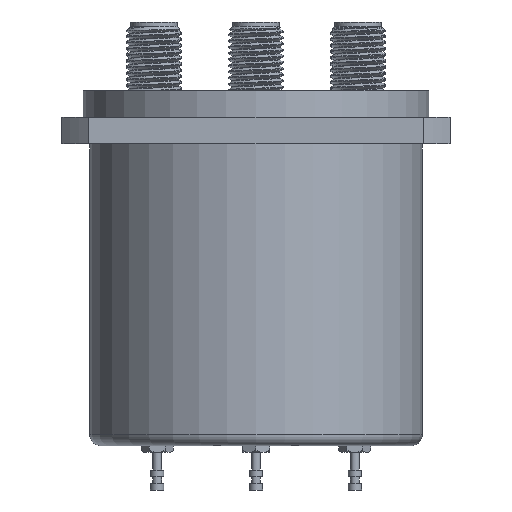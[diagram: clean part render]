
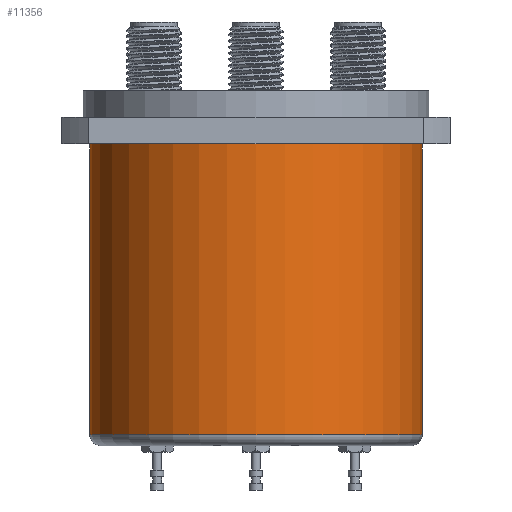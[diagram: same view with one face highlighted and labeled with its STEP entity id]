
A CAD part, front view. The second image highlights one B-rep face of the part: STEP entity #11356.
In plain terms, the highlighted cylindrical face has radius 19.05 mm (diameter 38.1 mm), a full revolution.
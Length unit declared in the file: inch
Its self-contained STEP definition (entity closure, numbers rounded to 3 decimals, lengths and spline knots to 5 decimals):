
#132 = CIRCLE ( 'NONE', #5428, 0.75 ) ;
#751 = CARTESIAN_POINT ( 'NONE',  ( 0., 0., -1.20034 ) ) ;
#763 = FACE_OUTER_BOUND ( 'NONE', #8386, .T. ) ;
#891 = CARTESIAN_POINT ( 'NONE',  ( 0., 0., -0.12 ) ) ;
#1234 = ORIENTED_EDGE ( 'NONE', *, *, #13181, .F. ) ;
#1257 = VERTEX_POINT ( 'NONE', #6221 ) ;
#1483 = EDGE_CURVE ( 'NONE', #5986, #2555, #13013, .T. ) ;
#1839 = DIRECTION ( 'NONE',  ( -0.701, 0.713, 0. ) ) ;
#1911 = CARTESIAN_POINT ( 'NONE',  ( -0.52579, 0.53483, -0.35709 ) ) ;
#2555 = VERTEX_POINT ( 'NONE', #1911 ) ;
#3508 = CIRCLE ( 'NONE', #4308, 0.75 ) ;
#3859 = AXIS2_PLACEMENT_3D ( 'NONE', #751, #14491, #1839 ) ;
#4308 = AXIS2_PLACEMENT_3D ( 'NONE', #11387, #11562, #5100 ) ;
#4368 = AXIS2_PLACEMENT_3D ( 'NONE', #16060, #4576, #12272 ) ;
#4576 = DIRECTION ( 'NONE',  ( 0., 0., 1. ) ) ;
#5100 = DIRECTION ( 'NONE',  ( 1., 0., 0. ) ) ;
#5246 = EDGE_CURVE ( 'NONE', #1257, #2555, #6958, .T. ) ;
#5428 = AXIS2_PLACEMENT_3D ( 'NONE', #891, #9662, #14704 ) ;
#5572 = VERTEX_POINT ( 'NONE', #11617 ) ;
#5652 = VERTEX_POINT ( 'NONE', #10841 ) ;
#5671 = FACE_OUTER_BOUND ( 'NONE', #12603, .T. ) ;
#5986 = VERTEX_POINT ( 'NONE', #11460 ) ;
#6092 = CARTESIAN_POINT ( 'NONE',  ( 0., 0., -0.35709 ) ) ;
#6221 = CARTESIAN_POINT ( 'NONE',  ( 0.52579, 0.53483, -0.35709 ) ) ;
#6260 = DIRECTION ( 'NONE',  ( -0.701, 0.713, 0. ) ) ;
#6462 = DIRECTION ( 'NONE',  ( 0., 0., 1. ) ) ;
#6537 = EDGE_LOOP ( 'NONE', ( #10705, #11410, #1234, #7613 ) ) ;
#6958 = CIRCLE ( 'NONE', #12797, 0.75 ) ;
#6979 = FACE_BOUND ( 'NONE', #6537, .T. ) ;
#7613 = ORIENTED_EDGE ( 'NONE', *, *, #5246, .T. ) ;
#7741 = EDGE_CURVE ( 'NONE', #5572, #5572, #3508, .T. ) ;
#8386 = EDGE_LOOP ( 'NONE', ( #14136 ) ) ;
#8471 = VERTEX_POINT ( 'NONE', #13563 ) ;
#9662 = DIRECTION ( 'NONE',  ( 0., 0., -1. ) ) ;
#9922 = CIRCLE ( 'NONE', #3859, 0.75 ) ;
#10705 = ORIENTED_EDGE ( 'NONE', *, *, #1483, .F. ) ;
#10841 = CARTESIAN_POINT ( 'NONE',  ( -0.75, 0., -0.12 ) ) ;
#10982 = VECTOR ( 'NONE', #11301, 39.37008 ) ;
#11129 = DIRECTION ( 'NONE',  ( 0., 0., 1. ) ) ;
#11301 = DIRECTION ( 'NONE',  ( 0., 0., -1. ) ) ;
#11356 = ADVANCED_FACE ( 'NONE', ( #6979, #5671, #763 ), #15896, .T. ) ;
#11387 = CARTESIAN_POINT ( 'NONE',  ( 0., 0., -1.43 ) ) ;
#11410 = ORIENTED_EDGE ( 'NONE', *, *, #13210, .F. ) ;
#11460 = CARTESIAN_POINT ( 'NONE',  ( -0.52579, 0.53483, -1.20034 ) ) ;
#11562 = DIRECTION ( 'NONE',  ( 0., 0., 1. ) ) ;
#11617 = CARTESIAN_POINT ( 'NONE',  ( 0.75, 0., -1.43 ) ) ;
#11709 = EDGE_CURVE ( 'NONE', #5652, #5652, #132, .T. ) ;
#12272 = DIRECTION ( 'NONE',  ( 1., 0., 0. ) ) ;
#12603 = EDGE_LOOP ( 'NONE', ( #12975 ) ) ;
#12797 = AXIS2_PLACEMENT_3D ( 'NONE', #6092, #11129, #6260 ) ;
#12932 = CARTESIAN_POINT ( 'NONE',  ( -0.52579, 0.53483, -1.20034 ) ) ;
#12975 = ORIENTED_EDGE ( 'NONE', *, *, #7741, .T. ) ;
#13013 = LINE ( 'NONE', #12932, #13237 ) ;
#13181 = EDGE_CURVE ( 'NONE', #1257, #8471, #15261, .T. ) ;
#13210 = EDGE_CURVE ( 'NONE', #8471, #5986, #9922, .T. ) ;
#13237 = VECTOR ( 'NONE', #6462, 39.37008 ) ;
#13563 = CARTESIAN_POINT ( 'NONE',  ( 0.52579, 0.53483, -1.20034 ) ) ;
#14136 = ORIENTED_EDGE ( 'NONE', *, *, #11709, .T. ) ;
#14491 = DIRECTION ( 'NONE',  ( 0., 0., 1. ) ) ;
#14704 = DIRECTION ( 'NONE',  ( -1., 0., 0. ) ) ;
#15094 = CARTESIAN_POINT ( 'NONE',  ( 0.52579, 0.53483, -0.35709 ) ) ;
#15261 = LINE ( 'NONE', #15094, #10982 ) ;
#15896 = CYLINDRICAL_SURFACE ( 'NONE', #4368, 0.75 ) ;
#16060 = CARTESIAN_POINT ( 'NONE',  ( 0., 0., -1.48 ) ) ;
